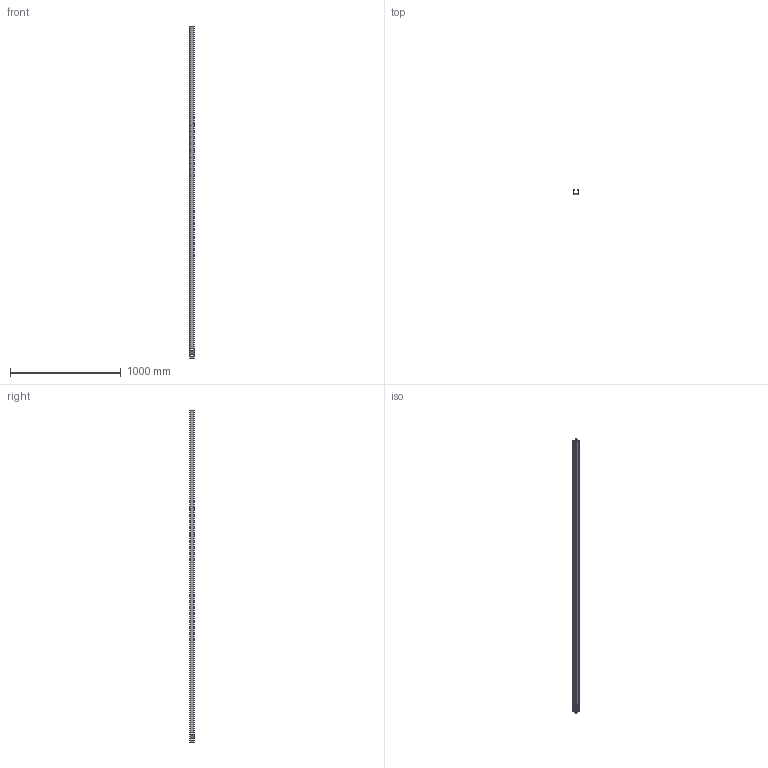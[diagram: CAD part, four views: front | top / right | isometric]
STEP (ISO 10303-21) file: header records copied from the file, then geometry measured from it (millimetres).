
FILE_DESCRIPTION (( 'STEP AP214' ), '1' );
FILE_NAME ('1123003.STEP', '2026-02-09T10:44:46', ( '' ), ( '' ), 'SwSTEP 2.0', 'SolidWorks 2024', '' );
FILE_SCHEMA (( 'AUTOMOTIVE_DESIGN' ));
Length unit declared in the file: millimetre
Products named in the file (1): 1123003
Bounding box: 41 x 41 x 3000 mm (x, y, z)
Volume: 814312.8 mm3; surface area: 827738.8 mm2
Topology: 1 solids, 1 shells, 164 faces, 399 edges, 250 vertices
Faces by surface type: plane 97, cylinder 67
Entity records: 4820 total; most frequent: DIRECTION 863, CARTESIAN_POINT 814, ORIENTED_EDGE 798, EDGE_CURVE 399, AXIS2_PLACEMENT_3D 299, VECTOR 265, LINE 265, VERTEX_POINT 250
